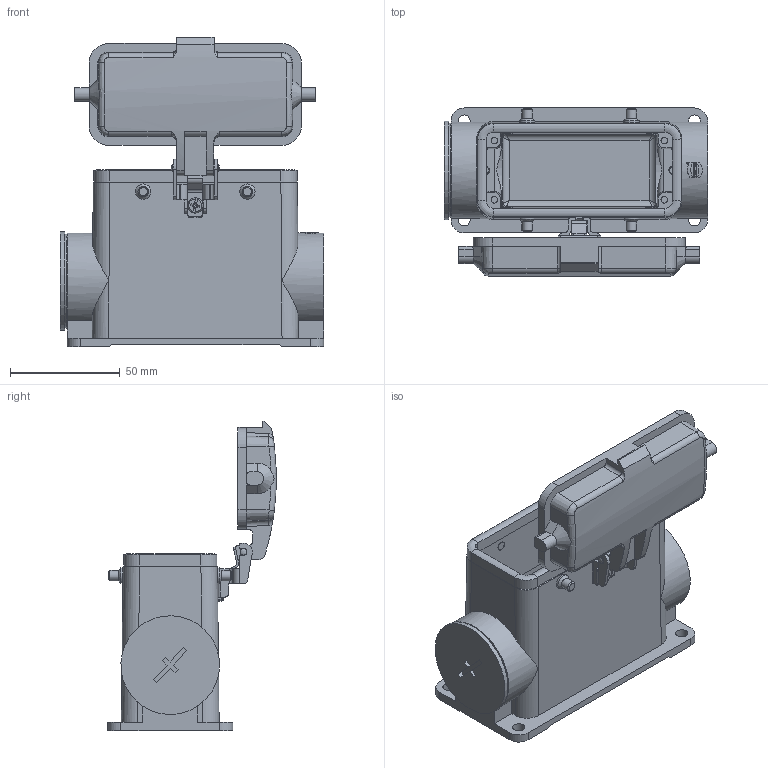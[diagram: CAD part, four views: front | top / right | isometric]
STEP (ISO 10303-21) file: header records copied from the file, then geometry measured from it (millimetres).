
FILE_DESCRIPTION((''),'2;1');
FILE_NAME('05300162276.stp','2020-07-13T16:07:45',('e.eickhoff'),(''),'Autodesk Inventor 2012','Autodesk Inventor 2012','');
FILE_SCHEMA(('AUTOMOTIVE_DESIGN { 1 0 10303 214 1 1 1 1 }'));
Length unit declared in the file: millimetre
Products named in the file (3): 05300162276; KBRM40
Assembly tree (2 placements, depth 2):
  05300162276
    05300162276
    KBRM40
Bounding box: 120 x 76.86 x 141.28 mm (x, y, z)
Volume: 142281 mm3; surface area: 81379.9 mm2
Topology: 3 solids, 3 shells, 670 faces, 1809 edges, 1172 vertices
Faces by surface type: plane 331, cylinder 199, bspline 78, cone 45, torus 15, sphere 2
Full cylindrical faces by diameter (mm): 0.77 x1, 3 x6, 3.05 x1, 4 x4, 4.8 x4, 5.6 x4, 7 x5, 40.5 x3, 43 x1, 45 x1
Entity records: 23871 total; most frequent: CARTESIAN_POINT 6615, ORIENTED_EDGE 3470, DIRECTION 3363, EDGE_CURVE 1735, AXIS2_PLACEMENT_3D 1182, VERTEX_POINT 1147, VECTOR 999, LINE 999
